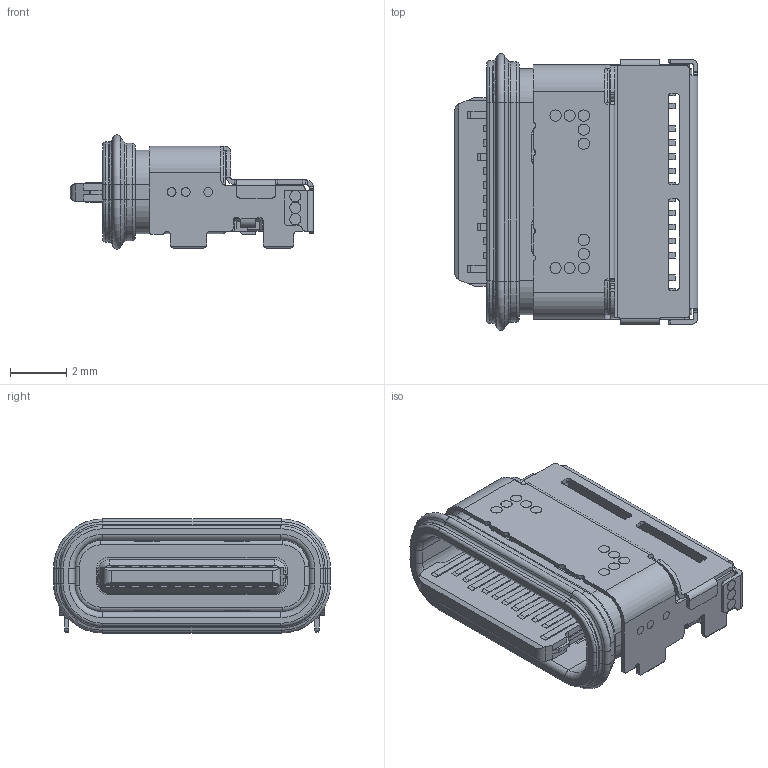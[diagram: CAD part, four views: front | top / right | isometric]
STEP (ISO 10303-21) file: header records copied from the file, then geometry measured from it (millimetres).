
FILE_DESCRIPTION((''),'2;1');
FILE_NAME('PRT0001','2018-06-11T',('veigar.yang'),(''),'PRO/ENGINEER BY PARAMETRIC TECHNOLOGY CORPORATION, 2011490','PRO/ENGINEER BY PARAMETRIC TECHNOLOGY CORPORATION, 2011490','');
FILE_SCHEMA(('AUTOMOTIVE_DESIGN_CC2 { 1 2 10303 214 -1 1 5 2 }'));
Length unit declared in the file: millimetre
Products named in the file (1): PRT0001
Bounding box: 8.65 x 9.85 x 4.06 mm (x, y, z)
Volume: 112.4 mm3; surface area: 602.5 mm2
Topology: 1 solids, 9 shells, 1469 faces, 3888 edges, 2442 vertices
Faces by surface type: plane 887, cylinder 448, torus 46, bspline 38, sphere 32, cone 16, extrusion 2
Entity records: 57431 total; most frequent: CARTESIAN_POINT 10797, ORIENTED_EDGE 7728, DIRECTION 7450, EDGE_CURVE 3864, VECTOR 2758, LINE 2756, VERTEX_POINT 2442, AXIS2_PLACEMENT_3D 2346
